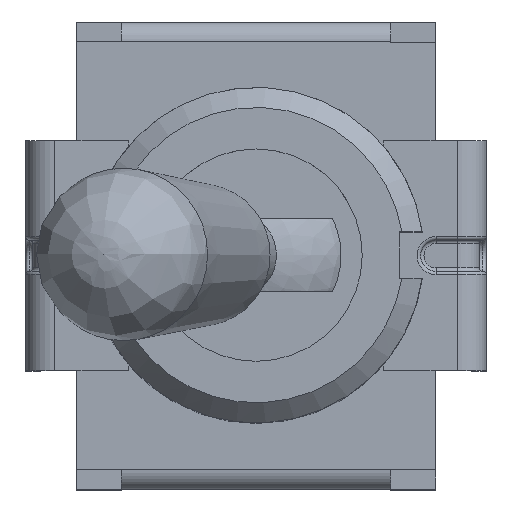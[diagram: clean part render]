
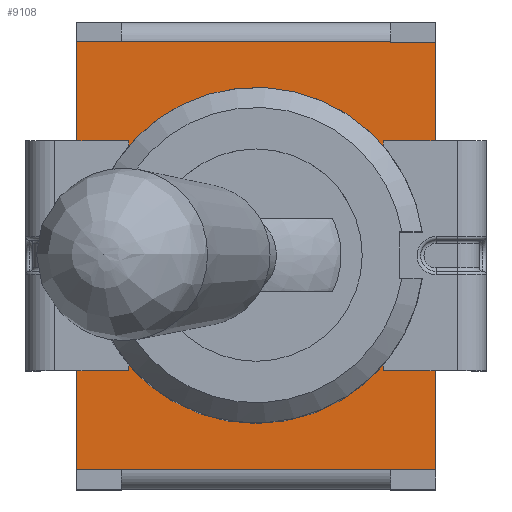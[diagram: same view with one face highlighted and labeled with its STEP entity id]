
A CAD part, top view. The second image highlights one B-rep face of the part: STEP entity #9108.
In plain terms, the highlighted planar face has unit normal (0, 0, 1).
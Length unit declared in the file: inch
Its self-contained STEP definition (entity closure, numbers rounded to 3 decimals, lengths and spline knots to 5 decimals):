
#55=FACE_BOUND('',#945,.T.);
#387=FACE_OUTER_BOUND('',#944,.T.);
#944=EDGE_LOOP('',(#6090,#6091,#6092,#6093,#6094,#6095,#6096,#6097,#6098,
#6099));
#945=EDGE_LOOP('',(#6100,#6101,#6102,#6103));
#1512=CIRCLE('',#9707,0.22681);
#1513=CIRCLE('',#9710,0.22681);
#1914=LINE('',#13823,#2853);
#1915=LINE('',#13853,#2854);
#1917=LINE('',#13874,#2856);
#1918=LINE('',#13875,#2857);
#1919=LINE('',#13877,#2858);
#1920=LINE('',#13879,#2859);
#1921=LINE('',#13881,#2860);
#1922=LINE('',#13883,#2861);
#1923=LINE('',#13884,#2862);
#1924=LINE('',#13886,#2863);
#1925=LINE('',#13888,#2864);
#1926=LINE('',#13889,#2865);
#2853=VECTOR('',#10793,0.3937);
#2854=VECTOR('',#10800,0.3937);
#2856=VECTOR('',#10810,0.3937);
#2857=VECTOR('',#10811,0.3937);
#2858=VECTOR('',#10812,0.3937);
#2859=VECTOR('',#10813,0.3937);
#2860=VECTOR('',#10814,0.3937);
#2861=VECTOR('',#10815,0.3937);
#2862=VECTOR('',#10816,0.3937);
#2863=VECTOR('',#10817,0.3937);
#2864=VECTOR('',#10818,0.3937);
#2865=VECTOR('',#10819,0.3937);
#3790=VERTEX_POINT('',#13703);
#3793=VERTEX_POINT('',#13710);
#3808=VERTEX_POINT('',#13809);
#3809=VERTEX_POINT('',#13822);
#3810=VERTEX_POINT('',#13837);
#3811=VERTEX_POINT('',#13852);
#3813=VERTEX_POINT('',#13872);
#3814=VERTEX_POINT('',#13873);
#3815=VERTEX_POINT('',#13876);
#3816=VERTEX_POINT('',#13878);
#3817=VERTEX_POINT('',#13880);
#3818=VERTEX_POINT('',#13882);
#3819=VERTEX_POINT('',#13885);
#3820=VERTEX_POINT('',#13887);
#4665=EDGE_CURVE('',#3808,#3809,#1914,.T.);
#4667=EDGE_CURVE('',#3810,#3808,#1512,.T.);
#4669=EDGE_CURVE('',#3811,#3810,#1915,.T.);
#4672=EDGE_CURVE('',#3809,#3811,#1513,.T.);
#4674=EDGE_CURVE('',#3813,#3814,#1917,.T.);
#4675=EDGE_CURVE('',#3793,#3814,#1918,.T.);
#4676=EDGE_CURVE('',#3793,#3815,#1919,.T.);
#4677=EDGE_CURVE('',#3815,#3816,#1920,.T.);
#4678=EDGE_CURVE('',#3817,#3816,#1921,.T.);
#4679=EDGE_CURVE('',#3817,#3818,#1922,.T.);
#4680=EDGE_CURVE('',#3818,#3790,#1923,.T.);
#4681=EDGE_CURVE('',#3790,#3819,#1924,.T.);
#4682=EDGE_CURVE('',#3819,#3820,#1925,.T.);
#4683=EDGE_CURVE('',#3813,#3820,#1926,.T.);
#6090=ORIENTED_EDGE('',*,*,#4674,.T.);
#6091=ORIENTED_EDGE('',*,*,#4675,.F.);
#6092=ORIENTED_EDGE('',*,*,#4676,.T.);
#6093=ORIENTED_EDGE('',*,*,#4677,.T.);
#6094=ORIENTED_EDGE('',*,*,#4678,.F.);
#6095=ORIENTED_EDGE('',*,*,#4679,.T.);
#6096=ORIENTED_EDGE('',*,*,#4680,.T.);
#6097=ORIENTED_EDGE('',*,*,#4681,.T.);
#6098=ORIENTED_EDGE('',*,*,#4682,.T.);
#6099=ORIENTED_EDGE('',*,*,#4683,.F.);
#6100=ORIENTED_EDGE('',*,*,#4665,.F.);
#6101=ORIENTED_EDGE('',*,*,#4667,.F.);
#6102=ORIENTED_EDGE('',*,*,#4669,.F.);
#6103=ORIENTED_EDGE('',*,*,#4672,.F.);
#8787=PLANE('',#9712);
#9108=ADVANCED_FACE('',(#387,#55),#8787,.T.);
#9707=AXIS2_PLACEMENT_3D('',#13838,#10796,#10797);
#9710=AXIS2_PLACEMENT_3D('',#13869,#10804,#10805);
#9712=AXIS2_PLACEMENT_3D('',#13871,#10808,#10809);
#10793=DIRECTION('',(-1.,0.,0.));
#10796=DIRECTION('center_axis',(0.,0.,
1.));
#10797=DIRECTION('ref_axis',(1.,0.,0.));
#10800=DIRECTION('',(1.,0.,0.));
#10804=DIRECTION('center_axis',(0.,0.,
1.));
#10805=DIRECTION('ref_axis',(-1.,0.,0.));
#10808=DIRECTION('center_axis',(0.,0.,
1.));
#10809=DIRECTION('ref_axis',(1.,0.,0.));
#10810=DIRECTION('',(0.,-1.,0.));
#10811=DIRECTION('',(-1.,0.,0.));
#10812=DIRECTION('',(1.,0.,0.));
#10813=DIRECTION('',(0.,1.,0.));
#10814=DIRECTION('',(1.,0.,0.));
#10815=DIRECTION('',(0.,1.,0.));
#10816=DIRECTION('',(-1.,0.,0.));
#10817=DIRECTION('',(-1.,0.,0.));
#10818=DIRECTION('',(0.,-1.,0.));
#10819=DIRECTION('',(-1.,0.,0.));
#13703=CARTESIAN_POINT('',(-0.18701,0.29744,0.41496));
#13710=CARTESIAN_POINT('',(0.18701,-0.29744,0.41496));
#13809=CARTESIAN_POINT('',(0.12771,0.18744,0.41496));
#13822=CARTESIAN_POINT('',(-0.12771,0.18744,0.41496));
#13823=CARTESIAN_POINT('',(-0.06225,0.18744,0.41496));
#13837=CARTESIAN_POINT('',(0.12771,-0.18744,0.41496));
#13838=CARTESIAN_POINT('Origin',(0.,0.,
0.41496));
#13852=CARTESIAN_POINT('',(-0.12771,-0.18744,0.41496));
#13853=CARTESIAN_POINT('',(0.06225,-0.18744,0.41496));
#13869=CARTESIAN_POINT('Origin',(0.,0.,
0.41496));
#13871=CARTESIAN_POINT('Origin',(0.,0.29744,
0.41496));
#13872=CARTESIAN_POINT('',(-0.18701,-0.29705,0.41496));
#13873=CARTESIAN_POINT('',(-0.18701,-0.29744,0.41496));
#13874=CARTESIAN_POINT('',(-0.18701,-0.29744,0.41496));
#13875=CARTESIAN_POINT('',(0.,-0.29744,0.41496));
#13876=CARTESIAN_POINT('',(0.25,-0.29744,0.41496));
#13877=CARTESIAN_POINT('',(0.18701,-0.29744,0.41496));
#13878=CARTESIAN_POINT('',(0.25,0.29705,0.41496));
#13879=CARTESIAN_POINT('',(0.25,0.29705,0.41496));
#13880=CARTESIAN_POINT('',(0.18701,0.29705,0.41496));
#13881=CARTESIAN_POINT('',(0.18701,0.29705,0.41496));
#13882=CARTESIAN_POINT('',(0.18701,0.29744,0.41496));
#13883=CARTESIAN_POINT('',(0.18701,-0.29744,0.41496));
#13884=CARTESIAN_POINT('',(0.,0.29744,0.41496));
#13885=CARTESIAN_POINT('',(-0.25,0.29744,0.41496));
#13886=CARTESIAN_POINT('',(-0.18701,0.29744,0.41496));
#13887=CARTESIAN_POINT('',(-0.25,-0.29705,0.41496));
#13888=CARTESIAN_POINT('',(-0.25,-0.29705,0.41496));
#13889=CARTESIAN_POINT('',(-0.18701,-0.29705,0.41496));
